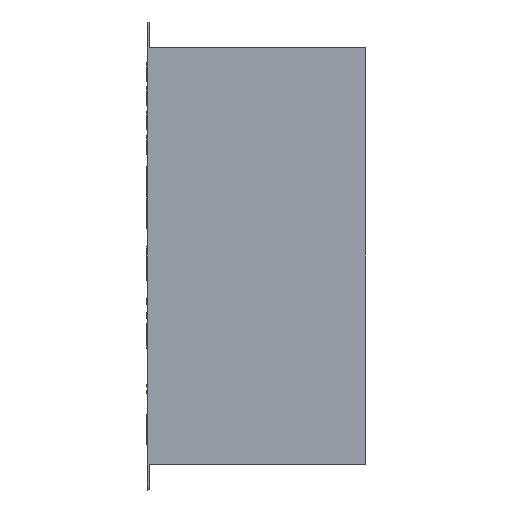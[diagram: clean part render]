
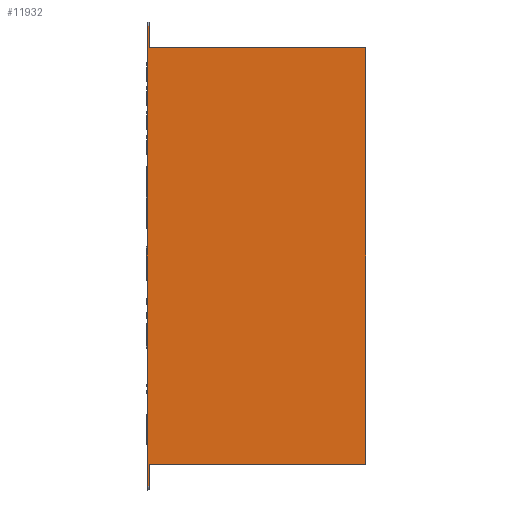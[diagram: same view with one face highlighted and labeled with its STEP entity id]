
A CAD part, front view. The second image highlights one B-rep face of the part: STEP entity #11932.
In plain terms, the highlighted planar face has unit normal (0, -1, 0).
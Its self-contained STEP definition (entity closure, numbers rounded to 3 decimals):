
#31 = LINE ( 'NONE', #3140, #5984 ) ;
#229 = VECTOR ( 'NONE', #6122, 1000. ) ;
#237 = LINE ( 'NONE', #6268, #3187 ) ;
#330 = CARTESIAN_POINT ( 'NONE',  ( 2., 0., 22.3 ) ) ;
#368 = ORIENTED_EDGE ( 'NONE', *, *, #8369, .F. ) ;
#452 = EDGE_CURVE ( 'NONE', #3761, #3037, #1274, .T. ) ;
#482 = ORIENTED_EDGE ( 'NONE', *, *, #7372, .T. ) ;
#485 = VECTOR ( 'NONE', #1472, 1000. ) ;
#521 = LINE ( 'NONE', #5663, #10975 ) ;
#1274 = LINE ( 'NONE', #2483, #485 ) ;
#1401 = DIRECTION ( 'NONE',  ( 0., 0., -1. ) ) ;
#1443 = EDGE_CURVE ( 'NONE', #9207, #12770, #13316, .T. ) ;
#1472 = DIRECTION ( 'NONE',  ( 0., 0., 1. ) ) ;
#2242 = CARTESIAN_POINT ( 'NONE',  ( 2., 0., 22.3 ) ) ;
#2483 = CARTESIAN_POINT ( 'NONE',  ( 2., 0., -430. ) ) ;
#2505 = FACE_OUTER_BOUND ( 'NONE', #5207, .T. ) ;
#3034 = VERTEX_POINT ( 'NONE', #5490 ) ;
#3037 = VERTEX_POINT ( 'NONE', #10752 ) ;
#3107 = DIRECTION ( 'NONE',  ( 0., 0., -1. ) ) ;
#3140 = CARTESIAN_POINT ( 'NONE',  ( 225., 0., -430. ) ) ;
#3187 = VECTOR ( 'NONE', #11665, 1000. ) ;
#3226 = CARTESIAN_POINT ( 'NONE',  ( 2., 0., 0. ) ) ;
#3761 = VERTEX_POINT ( 'NONE', #11345 ) ;
#4481 = DIRECTION ( 'NONE',  ( 0., 1., 0. ) ) ;
#4626 = VERTEX_POINT ( 'NONE', #12709 ) ;
#4865 = ORIENTED_EDGE ( 'NONE', *, *, #5068, .T. ) ;
#4909 = LINE ( 'NONE', #12212, #229 ) ;
#5068 = EDGE_CURVE ( 'NONE', #3034, #4626, #521, .T. ) ;
#5207 = EDGE_LOOP ( 'NONE', ( #12735, #4865, #9124, #10434, #8313, #12787, #482, #368 ) ) ;
#5264 = VECTOR ( 'NONE', #6246, 1000. ) ;
#5369 = DIRECTION ( 'NONE',  ( -1., 0., 0. ) ) ;
#5400 = EDGE_CURVE ( 'NONE', #3761, #4626, #8687, .T. ) ;
#5490 = CARTESIAN_POINT ( 'NONE',  ( 0., 0., 22.3 ) ) ;
#5663 = CARTESIAN_POINT ( 'NONE',  ( 0., 0., 0. ) ) ;
#5868 = VERTEX_POINT ( 'NONE', #330 ) ;
#5984 = VECTOR ( 'NONE', #5369, 1000. ) ;
#6122 = DIRECTION ( 'NONE',  ( -1., 0., 0. ) ) ;
#6246 = DIRECTION ( 'NONE',  ( -1., 0., 0. ) ) ;
#6268 = CARTESIAN_POINT ( 'NONE',  ( 2., 0., 0. ) ) ;
#7071 = VECTOR ( 'NONE', #3107, 1000. ) ;
#7372 = EDGE_CURVE ( 'NONE', #9207, #8276, #4909, .T. ) ;
#7419 = CARTESIAN_POINT ( 'NONE',  ( 225., 0., 0. ) ) ;
#7473 = EDGE_CURVE ( 'NONE', #12770, #3037, #31, .T. ) ;
#8276 = VERTEX_POINT ( 'NONE', #3226 ) ;
#8313 = ORIENTED_EDGE ( 'NONE', *, *, #7473, .F. ) ;
#8369 = EDGE_CURVE ( 'NONE', #5868, #8276, #237, .T. ) ;
#8687 = LINE ( 'NONE', #11525, #12145 ) ;
#8802 = PLANE ( 'NONE',  #11958 ) ;
#9124 = ORIENTED_EDGE ( 'NONE', *, *, #5400, .F. ) ;
#9207 = VERTEX_POINT ( 'NONE', #12720 ) ;
#9634 = CARTESIAN_POINT ( 'NONE',  ( 225., 0., -430. ) ) ;
#10434 = ORIENTED_EDGE ( 'NONE', *, *, #452, .T. ) ;
#10752 = CARTESIAN_POINT ( 'NONE',  ( 2., 0., -430. ) ) ;
#10975 = VECTOR ( 'NONE', #1401, 1000. ) ;
#11345 = CARTESIAN_POINT ( 'NONE',  ( 2., 0., -452.3 ) ) ;
#11525 = CARTESIAN_POINT ( 'NONE',  ( 2., 0., -452.3 ) ) ;
#11635 = DIRECTION ( 'NONE',  ( 0., 0., 1. ) ) ;
#11665 = DIRECTION ( 'NONE',  ( 0., 0., -1. ) ) ;
#11718 = DIRECTION ( 'NONE',  ( -1., 0., 0. ) ) ;
#11750 = EDGE_CURVE ( 'NONE', #5868, #3034, #12594, .T. ) ;
#11932 = ADVANCED_FACE ( 'NONE', ( #2505 ), #8802, .F. ) ;
#11958 = AXIS2_PLACEMENT_3D ( 'NONE', #12926, #4481, #11635 ) ;
#12145 = VECTOR ( 'NONE', #11718, 1000. ) ;
#12212 = CARTESIAN_POINT ( 'NONE',  ( 225., 0., 0. ) ) ;
#12594 = LINE ( 'NONE', #2242, #5264 ) ;
#12709 = CARTESIAN_POINT ( 'NONE',  ( 0., 0., -452.3 ) ) ;
#12720 = CARTESIAN_POINT ( 'NONE',  ( 225., 0., 0. ) ) ;
#12735 = ORIENTED_EDGE ( 'NONE', *, *, #11750, .T. ) ;
#12770 = VERTEX_POINT ( 'NONE', #9634 ) ;
#12787 = ORIENTED_EDGE ( 'NONE', *, *, #1443, .F. ) ;
#12926 = CARTESIAN_POINT ( 'NONE',  ( 225., 0., 0. ) ) ;
#13316 = LINE ( 'NONE', #7419, #7071 ) ;
